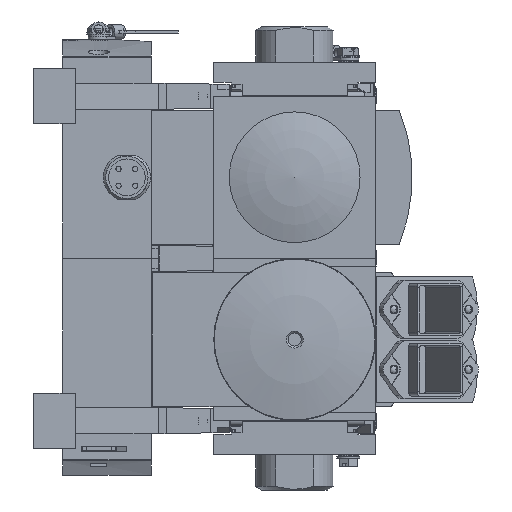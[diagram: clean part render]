
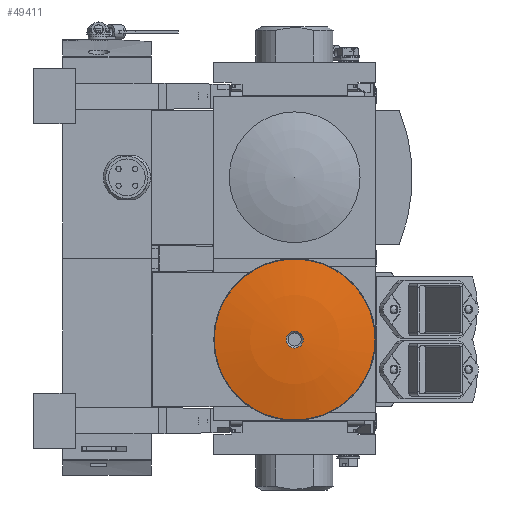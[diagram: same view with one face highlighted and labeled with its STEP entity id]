
A CAD part, front view. The second image highlights one B-rep face of the part: STEP entity #49411.
In plain terms, the highlighted toroidal (fillet/blend) face has major radius 0.393 mm and minor radius 150 mm.
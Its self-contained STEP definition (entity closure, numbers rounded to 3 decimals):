
#218=DEGENERATE_TOROIDAL_SURFACE('',#52706,0.393,150.,
 .F.);
#2159=CIRCLE('',#52705,3.256);
#2160=CIRCLE('',#52707,30.742);
#9882=ORIENTED_EDGE('',*,*,#17871,.T.);
#9883=ORIENTED_EDGE('',*,*,#17870,.F.);
#17870=EDGE_CURVE('',#22471,#22471,#2159,.T.);
#17871=EDGE_CURVE('',#22472,#22472,#2160,.T.);
#22471=VERTEX_POINT('',#73965);
#22472=VERTEX_POINT('',#73968);
#33603=EDGE_LOOP('',(#9882));
#33604=EDGE_LOOP('',(#9883));
#36321=FACE_BOUND('',#33603,.T.);
#36322=FACE_BOUND('',#33604,.T.);
#49411=ADVANCED_FACE('',(#36321,#36322),#218,.F.);
#52705=AXIS2_PLACEMENT_3D('',#73964,#61444,#61445);
#52706=AXIS2_PLACEMENT_3D('',#73966,#61446,#61447);
#52707=AXIS2_PLACEMENT_3D('',#73967,#61448,#61449);
#61444=DIRECTION('',(0.,-1.,0.));
#61445=DIRECTION('',(0.,0.,-1.));
#61446=DIRECTION('',(0.,-1.,0.));
#61447=DIRECTION('',(0.,0.,-1.));
#61448=DIRECTION('',(0.,-1.,0.));
#61449=DIRECTION('',(0.,0.,-1.));
#73964=CARTESIAN_POINT('',(0.,-185.456,0.));
#73965=CARTESIAN_POINT('',(0.,-185.456,-3.256));
#73966=CARTESIAN_POINT('',(0.,-35.501,0.));
#73967=CARTESIAN_POINT('',(0.,-182.234,0.));
#73968=CARTESIAN_POINT('',(0.,-182.234,-30.742));
